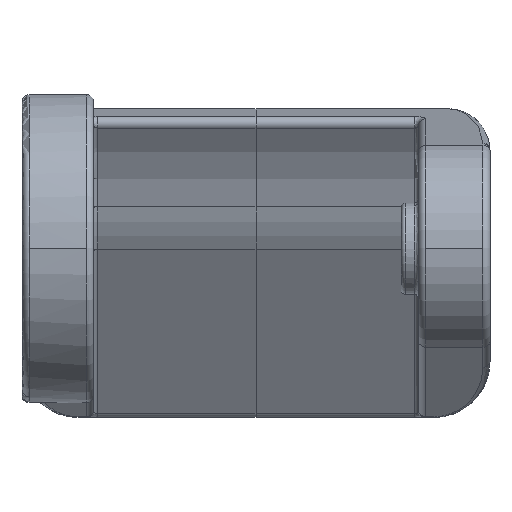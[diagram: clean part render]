
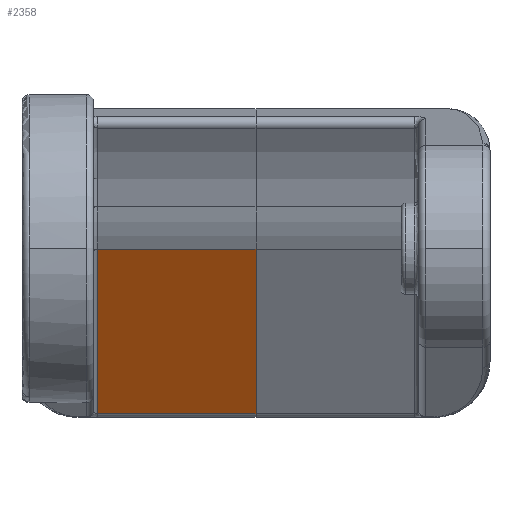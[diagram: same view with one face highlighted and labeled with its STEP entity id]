
A CAD part, top view. The second image highlights one B-rep face of the part: STEP entity #2358.
In plain terms, the highlighted planar face has unit normal (0, -0.53, 0.848).
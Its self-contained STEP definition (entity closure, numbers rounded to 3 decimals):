
#266 = CARTESIAN_POINT ( 'NONE',  ( -70.477, -23.513, -28.843 ) ) ;
#832 = CARTESIAN_POINT ( 'NONE',  ( -70.477, -0.019, -14.162 ) ) ;
#996 = CARTESIAN_POINT ( 'NONE',  ( -11.3, -11.765, -21.502 ) ) ;
#1187 = EDGE_CURVE ( 'NONE', #5295, #2925, #2921, .T. ) ;
#1831 = EDGE_LOOP ( 'NONE', ( #8858, #10465, #7844, #5132 ) ) ;
#1866 = FACE_OUTER_BOUND ( 'NONE', #1831, .T. ) ;
#2358 = ADVANCED_FACE ( 'NONE', ( #1866 ), #7986, .F. ) ;
#2921 = LINE ( 'NONE', #8978, #4902 ) ;
#2925 = VERTEX_POINT ( 'NONE', #996 ) ;
#3950 = CARTESIAN_POINT ( 'NONE',  ( 0., -0.019, -14.162 ) ) ;
#4086 = LINE ( 'NONE', #7494, #4182 ) ;
#4182 = VECTOR ( 'NONE', #5869, 1000. ) ;
#4399 = LINE ( 'NONE', #832, #7671 ) ;
#4902 = VECTOR ( 'NONE', #5654, 1000. ) ;
#5132 = ORIENTED_EDGE ( 'NONE', *, *, #1187, .T. ) ;
#5180 = VECTOR ( 'NONE', #7065, 1000. ) ;
#5271 = CARTESIAN_POINT ( 'NONE',  ( -70.477, -11.765, -21.502 ) ) ;
#5295 = VERTEX_POINT ( 'NONE', #6902 ) ;
#5601 = EDGE_CURVE ( 'NONE', #9966, #9385, #4086, .T. ) ;
#5654 = DIRECTION ( 'NONE',  ( 0., -0.848, -0.53 ) ) ;
#5869 = DIRECTION ( 'NONE',  ( 0., -0.848, -0.53 ) ) ;
#5931 = CARTESIAN_POINT ( 'NONE',  ( 0., -11.765, -21.502 ) ) ;
#6377 = EDGE_CURVE ( 'NONE', #9966, #5295, #4399, .T. ) ;
#6601 = EDGE_CURVE ( 'NONE', #2925, #9385, #10407, .T. ) ;
#6902 = CARTESIAN_POINT ( 'NONE',  ( -11.3, -0.019, -14.162 ) ) ;
#7065 = DIRECTION ( 'NONE',  ( 1., 0., 0. ) ) ;
#7144 = DIRECTION ( 'NONE',  ( 0., 0.53, -0.848 ) ) ;
#7494 = CARTESIAN_POINT ( 'NONE',  ( 0., -23.513, -28.843 ) ) ;
#7671 = VECTOR ( 'NONE', #11111, 1000. ) ;
#7844 = ORIENTED_EDGE ( 'NONE', *, *, #6377, .T. ) ;
#7986 = PLANE ( 'NONE',  #9874 ) ;
#8858 = ORIENTED_EDGE ( 'NONE', *, *, #6601, .T. ) ;
#8978 = CARTESIAN_POINT ( 'NONE',  ( -11.3, -23.513, -28.843 ) ) ;
#9385 = VERTEX_POINT ( 'NONE', #5931 ) ;
#9874 = AXIS2_PLACEMENT_3D ( 'NONE', #266, #7144, #10543 ) ;
#9966 = VERTEX_POINT ( 'NONE', #3950 ) ;
#10407 = LINE ( 'NONE', #5271, #5180 ) ;
#10465 = ORIENTED_EDGE ( 'NONE', *, *, #5601, .F. ) ;
#10543 = DIRECTION ( 'NONE',  ( 0., 0.848, 0.53 ) ) ;
#11111 = DIRECTION ( 'NONE',  ( -1., 0., 0. ) ) ;
